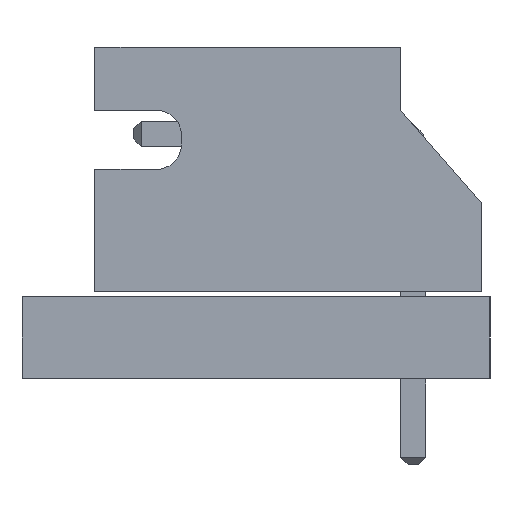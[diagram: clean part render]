
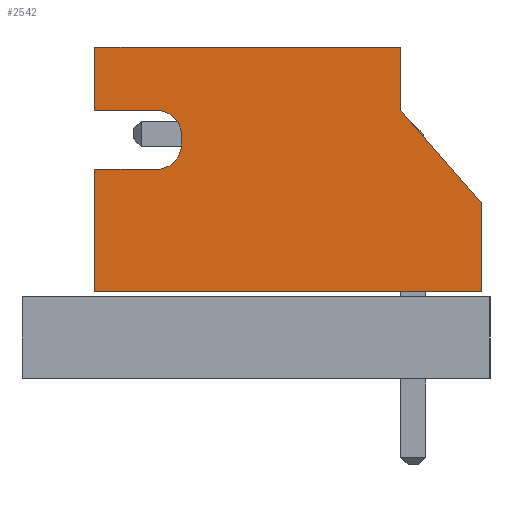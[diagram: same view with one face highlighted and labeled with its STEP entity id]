
A CAD part, left-side view. The second image highlights one B-rep face of the part: STEP entity #2542.
In plain terms, the highlighted planar face has unit normal (-1, 0, 0).
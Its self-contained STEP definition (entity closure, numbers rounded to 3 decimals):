
#578 = VERTEX_POINT('',#579);
#579 = CARTESIAN_POINT('',(-8.95,6.266,3.663
    ));
#585 = EDGE_CURVE('',#586,#578,#588,.T.);
#586 = VERTEX_POINT('',#587);
#587 = CARTESIAN_POINT('',(-8.95,6.266,4.9
    ));
#588 = LINE('',#589,#590);
#589 = CARTESIAN_POINT('',(-8.95,6.266,4.9
    ));
#590 = VECTOR('',#591,1.);
#591 = DIRECTION('',(-0.,-0.,-1.));
#1962 = VERTEX_POINT('',#1963);
#1963 = CARTESIAN_POINT('',(-8.95,6.266,
    0.1));
#1978 = VERTEX_POINT('',#1979);
#1979 = CARTESIAN_POINT('',(-8.95,-1.334,
    0.1));
#1985 = EDGE_CURVE('',#1962,#1978,#1986,.T.);
#1986 = LINE('',#1987,#1988);
#1987 = CARTESIAN_POINT('',(-8.95,6.266,
    0.1));
#1988 = VECTOR('',#1989,1.);
#1989 = DIRECTION('',(0.,-1.,0.));
#2105 = VERTEX_POINT('',#2106);
#2106 = CARTESIAN_POINT('',(-8.95,-1.334,
    1.833));
#2112 = EDGE_CURVE('',#2105,#1978,#2113,.T.);
#2113 = LINE('',#2114,#2115);
#2114 = CARTESIAN_POINT('',(-8.95,-1.334,
    4.9));
#2115 = VECTOR('',#2116,1.);
#2116 = DIRECTION('',(-0.,-0.,-1.));
#2136 = VERTEX_POINT('',#2137);
#2137 = CARTESIAN_POINT('',(-8.95,0.266,
    3.663));
#2143 = EDGE_CURVE('',#2136,#2105,#2144,.T.);
#2144 = LINE('',#2145,#2146);
#2145 = CARTESIAN_POINT('',(-8.95,0.266,
    3.663));
#2146 = VECTOR('',#2147,1.);
#2147 = DIRECTION('',(0.,-0.658,-0.753));
#2176 = VERTEX_POINT('',#2177);
#2177 = CARTESIAN_POINT('',(-8.95,6.266,
    2.5));
#2183 = EDGE_CURVE('',#2176,#2184,#2186,.T.);
#2184 = VERTEX_POINT('',#2185);
#2185 = CARTESIAN_POINT('',(-8.95,5.066,
    2.5));
#2186 = LINE('',#2187,#2188);
#2187 = CARTESIAN_POINT('',(-8.95,6.266,
    2.5));
#2188 = VECTOR('',#2189,1.);
#2189 = DIRECTION('',(0.,-1.,0.));
#2223 = VERTEX_POINT('',#2224);
#2224 = CARTESIAN_POINT('',(-8.95,5.066,
    3.663));
#2230 = EDGE_CURVE('',#2223,#578,#2231,.T.);
#2231 = LINE('',#2232,#2233);
#2232 = CARTESIAN_POINT('',(-8.95,6.266,
    3.663));
#2233 = VECTOR('',#2234,1.);
#2234 = DIRECTION('',(0.,1.,0.));
#2244 = EDGE_CURVE('',#2245,#2223,#2247,.T.);
#2245 = VERTEX_POINT('',#2246);
#2246 = CARTESIAN_POINT('',(-8.95,4.566,3.163
    ));
#2247 = CIRCLE('',#2248,0.5);
#2248 = AXIS2_PLACEMENT_3D('',#2249,#2250,#2251);
#2249 = CARTESIAN_POINT('',(-8.95,5.066,3.163
    ));
#2250 = DIRECTION('',(-1.,0.,0.));
#2251 = DIRECTION('',(0.,-1.,0.));
#2287 = VERTEX_POINT('',#2288);
#2288 = CARTESIAN_POINT('',(-8.95,4.566,
    3.));
#2294 = EDGE_CURVE('',#2287,#2245,#2295,.T.);
#2295 = LINE('',#2296,#2297);
#2296 = CARTESIAN_POINT('',(-8.95,4.566,
    3.));
#2297 = VECTOR('',#2298,1.);
#2298 = DIRECTION('',(0.,0.,1.));
#2308 = EDGE_CURVE('',#2184,#2287,#2309,.T.);
#2309 = CIRCLE('',#2310,0.5);
#2310 = AXIS2_PLACEMENT_3D('',#2311,#2312,#2313);
#2311 = CARTESIAN_POINT('',(-8.95,5.066,
    3.));
#2312 = DIRECTION('',(-1.,0.,0.));
#2313 = DIRECTION('',(0.,-1.,0.));
#2395 = EDGE_CURVE('',#2176,#1962,#2396,.T.);
#2396 = LINE('',#2397,#2398);
#2397 = CARTESIAN_POINT('',(-8.95,6.266,
    4.9));
#2398 = VECTOR('',#2399,1.);
#2399 = DIRECTION('',(-0.,-0.,-1.));
#2542 = ADVANCED_FACE('',(#2543),#2569,.F.);
#2543 = FACE_BOUND('',#2544,.T.);
#2544 = EDGE_LOOP('',(#2545,#2546,#2547,#2555,#2561,#2562,#2563,#2564,
    #2565,#2566,#2567,#2568));
#2545 = ORIENTED_EDGE('',*,*,#2112,.F.);
#2546 = ORIENTED_EDGE('',*,*,#2143,.F.);
#2547 = ORIENTED_EDGE('',*,*,#2548,.F.);
#2548 = EDGE_CURVE('',#2549,#2136,#2551,.T.);
#2549 = VERTEX_POINT('',#2550);
#2550 = CARTESIAN_POINT('',(-8.95,0.266,
    4.9));
#2551 = LINE('',#2552,#2553);
#2552 = CARTESIAN_POINT('',(-8.95,0.266,
    4.9));
#2553 = VECTOR('',#2554,1.);
#2554 = DIRECTION('',(0.,0.,-1.));
#2555 = ORIENTED_EDGE('',*,*,#2556,.F.);
#2556 = EDGE_CURVE('',#586,#2549,#2557,.T.);
#2557 = LINE('',#2558,#2559);
#2558 = CARTESIAN_POINT('',(-8.95,6.266,
    4.9));
#2559 = VECTOR('',#2560,1.);
#2560 = DIRECTION('',(0.,-1.,0.));
#2561 = ORIENTED_EDGE('',*,*,#585,.T.);
#2562 = ORIENTED_EDGE('',*,*,#2230,.F.);
#2563 = ORIENTED_EDGE('',*,*,#2244,.F.);
#2564 = ORIENTED_EDGE('',*,*,#2294,.F.);
#2565 = ORIENTED_EDGE('',*,*,#2308,.F.);
#2566 = ORIENTED_EDGE('',*,*,#2183,.F.);
#2567 = ORIENTED_EDGE('',*,*,#2395,.T.);
#2568 = ORIENTED_EDGE('',*,*,#1985,.T.);
#2569 = PLANE('',#2570);
#2570 = AXIS2_PLACEMENT_3D('',#2571,#2572,#2573);
#2571 = CARTESIAN_POINT('',(-8.95,6.266,
    4.9));
#2572 = DIRECTION('',(1.,0.,0.));
#2573 = DIRECTION('',(0.,0.,-1.));
